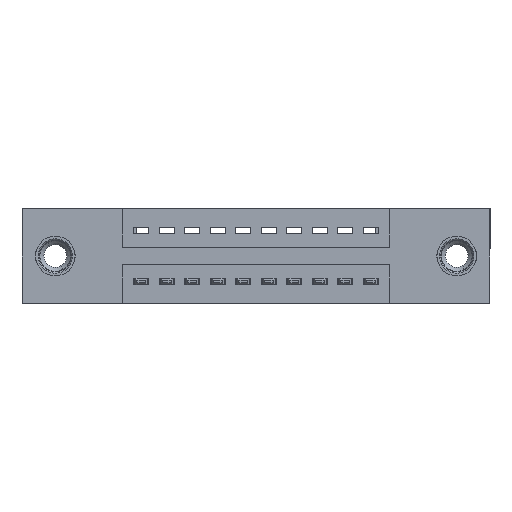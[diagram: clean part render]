
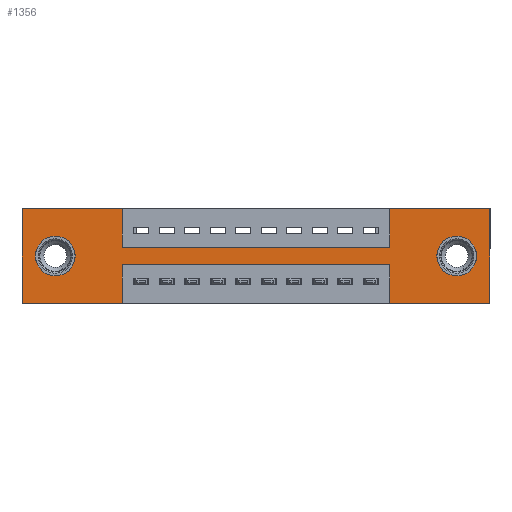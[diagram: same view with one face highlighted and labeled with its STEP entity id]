
A CAD part, front view. The second image highlights one B-rep face of the part: STEP entity #1356.
In plain terms, the highlighted planar face has unit normal (0, -1, 0).
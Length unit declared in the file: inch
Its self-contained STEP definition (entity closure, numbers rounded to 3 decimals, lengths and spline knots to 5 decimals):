
#517 = ORIENTED_EDGE ( 'NONE', *, *, #5051, .F. ) ;
#546 = VERTEX_POINT ( 'NONE', #4206 ) ;
#559 = DIRECTION ( 'NONE',  ( 0., 0., 1. ) ) ;
#612 = DIRECTION ( 'NONE',  ( 0., 1., 0. ) ) ;
#662 = ORIENTED_EDGE ( 'NONE', *, *, #2075, .T. ) ;
#666 = CARTESIAN_POINT ( 'NONE',  ( 0., 0., 0. ) ) ;
#667 = VECTOR ( 'NONE', #5444, 39.37008 ) ;
#707 = LINE ( 'NONE', #4049, #16355 ) ;
#721 = EDGE_CURVE ( 'NONE', #6623, #2968, #15986, .T. ) ;
#891 = VERTEX_POINT ( 'NONE', #1859 ) ;
#1046 = ORIENTED_EDGE ( 'NONE', *, *, #7731, .F. ) ;
#1083 = LINE ( 'NONE', #7746, #667 ) ;
#1136 = FACE_BOUND ( 'NONE', #1560, .T. ) ;
#1356 = ADVANCED_FACE ( 'NONE', ( #10767, #1136, #2095 ), #4178, .T. ) ;
#1418 = CARTESIAN_POINT ( 'NONE',  ( 1.705, 0., -0.263 ) ) ;
#1516 = EDGE_CURVE ( 'NONE', #546, #891, #707, .T. ) ;
#1560 = EDGE_LOOP ( 'NONE', ( #2720, #16237 ) ) ;
#1577 = EDGE_LOOP ( 'NONE', ( #517, #12841, #13204, #4779, #1046, #2405, #6526, #5731, #16332, #12431, #2119, #7987 ) ) ;
#1705 = DIRECTION ( 'NONE',  ( 0., 0., 1. ) ) ;
#1835 = AXIS2_PLACEMENT_3D ( 'NONE', #14302, #14133, #1705 ) ;
#1840 = DIRECTION ( 'NONE',  ( -1., 0., 0. ) ) ;
#1859 = CARTESIAN_POINT ( 'NONE',  ( 1.4425, 0., -0.15 ) ) ;
#1882 = CARTESIAN_POINT ( 'NONE',  ( 0., 0., -0.37 ) ) ;
#2019 = VERTEX_POINT ( 'NONE', #11626 ) ;
#2075 = EDGE_CURVE ( 'NONE', #4796, #3299, #5219, .T. ) ;
#2095 = FACE_OUTER_BOUND ( 'NONE', #1577, .T. ) ;
#2119 = ORIENTED_EDGE ( 'NONE', *, *, #5368, .F. ) ;
#2377 = CARTESIAN_POINT ( 'NONE',  ( 0.3925, 0., -0.37 ) ) ;
#2405 = ORIENTED_EDGE ( 'NONE', *, *, #721, .F. ) ;
#2412 = VERTEX_POINT ( 'NONE', #7983 ) ;
#2720 = ORIENTED_EDGE ( 'NONE', *, *, #5761, .T. ) ;
#2732 = EDGE_CURVE ( 'NONE', #10208, #4116, #1083, .T. ) ;
#2901 = DIRECTION ( 'NONE',  ( 0., 0., -1. ) ) ;
#2968 = VERTEX_POINT ( 'NONE', #9676 ) ;
#3052 = DIRECTION ( 'NONE',  ( -1., 0., 0. ) ) ;
#3299 = VERTEX_POINT ( 'NONE', #1418 ) ;
#3720 = CARTESIAN_POINT ( 'NONE',  ( 0., 0., -0.37 ) ) ;
#3901 = AXIS2_PLACEMENT_3D ( 'NONE', #13903, #6260, #15230 ) ;
#4049 = CARTESIAN_POINT ( 'NONE',  ( 0.3925, 0., -0.15 ) ) ;
#4116 = VERTEX_POINT ( 'NONE', #11126 ) ;
#4160 = CARTESIAN_POINT ( 'NONE',  ( 1.705, 0., -0.185 ) ) ;
#4178 = PLANE ( 'NONE',  #9680 ) ;
#4206 = CARTESIAN_POINT ( 'NONE',  ( 0.3925, 0., -0.15 ) ) ;
#4213 = CARTESIAN_POINT ( 'NONE',  ( 1.705, 0., -0.185 ) ) ;
#4242 = EDGE_CURVE ( 'NONE', #4527, #546, #9535, .T. ) ;
#4346 = CARTESIAN_POINT ( 'NONE',  ( 1.4425, 0., 0. ) ) ;
#4527 = VERTEX_POINT ( 'NONE', #7544 ) ;
#4688 = EDGE_CURVE ( 'NONE', #12436, #10208, #14684, .T. ) ;
#4737 = AXIS2_PLACEMENT_3D ( 'NONE', #4160, #10460, #11730 ) ;
#4779 = ORIENTED_EDGE ( 'NONE', *, *, #4688, .F. ) ;
#4786 = CIRCLE ( 'NONE', #3901, 0.078 ) ;
#4796 = VERTEX_POINT ( 'NONE', #11758 ) ;
#4935 = ORIENTED_EDGE ( 'NONE', *, *, #6934, .T. ) ;
#4952 = CARTESIAN_POINT ( 'NONE',  ( 1.4425, 0., 0. ) ) ;
#5051 = EDGE_CURVE ( 'NONE', #14520, #2412, #7700, .T. ) ;
#5055 = DIRECTION ( 'NONE',  ( -1., 0., 0. ) ) ;
#5219 = CIRCLE ( 'NONE', #4737, 0.078 ) ;
#5336 = DIRECTION ( 'NONE',  ( 1., 0., 0. ) ) ;
#5368 = EDGE_CURVE ( 'NONE', #7635, #2019, #7682, .T. ) ;
#5408 = DIRECTION ( 'NONE',  ( 1., 0., 0. ) ) ;
#5444 = DIRECTION ( 'NONE',  ( 0., 0., 1. ) ) ;
#5520 = DIRECTION ( 'NONE',  ( 0., -1., 0. ) ) ;
#5573 = CARTESIAN_POINT ( 'NONE',  ( 0., 0., -0.37 ) ) ;
#5731 = ORIENTED_EDGE ( 'NONE', *, *, #1516, .F. ) ;
#5761 = EDGE_CURVE ( 'NONE', #14146, #6368, #12865, .T. ) ;
#5923 = CARTESIAN_POINT ( 'NONE',  ( 0.3925, 0., -0.22 ) ) ;
#6104 = EDGE_LOOP ( 'NONE', ( #662, #4935 ) ) ;
#6241 = DIRECTION ( 'NONE',  ( 0., 0., -1. ) ) ;
#6260 = DIRECTION ( 'NONE',  ( 0., 1., 0. ) ) ;
#6368 = VERTEX_POINT ( 'NONE', #10095 ) ;
#6526 = ORIENTED_EDGE ( 'NONE', *, *, #10314, .F. ) ;
#6610 = CARTESIAN_POINT ( 'NONE',  ( 0.13, 0., -0.107 ) ) ;
#6623 = VERTEX_POINT ( 'NONE', #4952 ) ;
#6675 = LINE ( 'NONE', #14192, #10428 ) ;
#6934 = EDGE_CURVE ( 'NONE', #3299, #4796, #10820, .T. ) ;
#7110 = VECTOR ( 'NONE', #8297, 39.37008 ) ;
#7513 = CARTESIAN_POINT ( 'NONE',  ( 1.4425, 0., -0.37 ) ) ;
#7544 = CARTESIAN_POINT ( 'NONE',  ( 0.3925, 0., 0. ) ) ;
#7635 = VERTEX_POINT ( 'NONE', #13696 ) ;
#7682 = LINE ( 'NONE', #666, #7110 ) ;
#7700 = LINE ( 'NONE', #2377, #13897 ) ;
#7731 = EDGE_CURVE ( 'NONE', #2968, #12436, #6675, .T. ) ;
#7746 = CARTESIAN_POINT ( 'NONE',  ( 1.4425, 0., -0.37 ) ) ;
#7839 = DIRECTION ( 'NONE',  ( 0., 0., -1. ) ) ;
#7983 = CARTESIAN_POINT ( 'NONE',  ( 0.3925, 0., -0.37 ) ) ;
#7987 = ORIENTED_EDGE ( 'NONE', *, *, #8728, .F. ) ;
#8013 = LINE ( 'NONE', #11778, #16206 ) ;
#8102 = VECTOR ( 'NONE', #5055, 39.37008 ) ;
#8297 = DIRECTION ( 'NONE',  ( 0., 0., 1. ) ) ;
#8318 = EDGE_CURVE ( 'NONE', #2019, #4527, #8013, .T. ) ;
#8728 = EDGE_CURVE ( 'NONE', #2412, #7635, #12391, .T. ) ;
#9068 = CARTESIAN_POINT ( 'NONE',  ( 0.3925, 0., 0. ) ) ;
#9152 = LINE ( 'NONE', #14489, #15935 ) ;
#9332 = VECTOR ( 'NONE', #559, 39.37008 ) ;
#9535 = LINE ( 'NONE', #9068, #15118 ) ;
#9676 = CARTESIAN_POINT ( 'NONE',  ( 1.835, 0., 0. ) ) ;
#9680 = AXIS2_PLACEMENT_3D ( 'NONE', #5573, #5520, #2901 ) ;
#10095 = CARTESIAN_POINT ( 'NONE',  ( 0.13, 0., -0.263 ) ) ;
#10208 = VERTEX_POINT ( 'NONE', #7513 ) ;
#10314 = EDGE_CURVE ( 'NONE', #891, #6623, #12924, .T. ) ;
#10428 = VECTOR ( 'NONE', #7839, 39.37008 ) ;
#10460 = DIRECTION ( 'NONE',  ( 0., 1., 0. ) ) ;
#10463 = CARTESIAN_POINT ( 'NONE',  ( 1.835, 0., -0.37 ) ) ;
#10767 = FACE_BOUND ( 'NONE', #6104, .T. ) ;
#10820 = CIRCLE ( 'NONE', #12971, 0.078 ) ;
#10916 = EDGE_CURVE ( 'NONE', #6368, #14146, #4786, .T. ) ;
#11126 = CARTESIAN_POINT ( 'NONE',  ( 1.4425, 0., -0.22 ) ) ;
#11626 = CARTESIAN_POINT ( 'NONE',  ( 0., 0., 0. ) ) ;
#11730 = DIRECTION ( 'NONE',  ( 0., 0., -1. ) ) ;
#11758 = CARTESIAN_POINT ( 'NONE',  ( 1.705, 0., -0.107 ) ) ;
#11778 = CARTESIAN_POINT ( 'NONE',  ( 0., 0., 0. ) ) ;
#12391 = LINE ( 'NONE', #1882, #13196 ) ;
#12431 = ORIENTED_EDGE ( 'NONE', *, *, #8318, .F. ) ;
#12436 = VERTEX_POINT ( 'NONE', #10463 ) ;
#12602 = VECTOR ( 'NONE', #15543, 39.37008 ) ;
#12841 = ORIENTED_EDGE ( 'NONE', *, *, #16238, .F. ) ;
#12865 = CIRCLE ( 'NONE', #1835, 0.078 ) ;
#12924 = LINE ( 'NONE', #4346, #9332 ) ;
#12971 = AXIS2_PLACEMENT_3D ( 'NONE', #4213, #612, #6241 ) ;
#13196 = VECTOR ( 'NONE', #3052, 39.37008 ) ;
#13204 = ORIENTED_EDGE ( 'NONE', *, *, #2732, .F. ) ;
#13696 = CARTESIAN_POINT ( 'NONE',  ( 0., 0., -0.37 ) ) ;
#13897 = VECTOR ( 'NONE', #15105, 39.37008 ) ;
#13903 = CARTESIAN_POINT ( 'NONE',  ( 0.13, 0., -0.185 ) ) ;
#14133 = DIRECTION ( 'NONE',  ( 0., 1., 0. ) ) ;
#14146 = VERTEX_POINT ( 'NONE', #6610 ) ;
#14192 = CARTESIAN_POINT ( 'NONE',  ( 1.835, 0., 0. ) ) ;
#14282 = CARTESIAN_POINT ( 'NONE',  ( 0., 0., 0. ) ) ;
#14302 = CARTESIAN_POINT ( 'NONE',  ( 0.13, 0., -0.185 ) ) ;
#14489 = CARTESIAN_POINT ( 'NONE',  ( 0.3925, 0., -0.22 ) ) ;
#14520 = VERTEX_POINT ( 'NONE', #5923 ) ;
#14684 = LINE ( 'NONE', #3720, #8102 ) ;
#15105 = DIRECTION ( 'NONE',  ( 0., 0., -1. ) ) ;
#15118 = VECTOR ( 'NONE', #15205, 39.37008 ) ;
#15205 = DIRECTION ( 'NONE',  ( 0., 0., -1. ) ) ;
#15230 = DIRECTION ( 'NONE',  ( 0., 0., 1. ) ) ;
#15543 = DIRECTION ( 'NONE',  ( 1., 0., 0. ) ) ;
#15935 = VECTOR ( 'NONE', #1840, 39.37008 ) ;
#15986 = LINE ( 'NONE', #14282, #12602 ) ;
#16206 = VECTOR ( 'NONE', #5408, 39.37008 ) ;
#16237 = ORIENTED_EDGE ( 'NONE', *, *, #10916, .T. ) ;
#16238 = EDGE_CURVE ( 'NONE', #4116, #14520, #9152, .T. ) ;
#16332 = ORIENTED_EDGE ( 'NONE', *, *, #4242, .F. ) ;
#16355 = VECTOR ( 'NONE', #5336, 39.37008 ) ;
